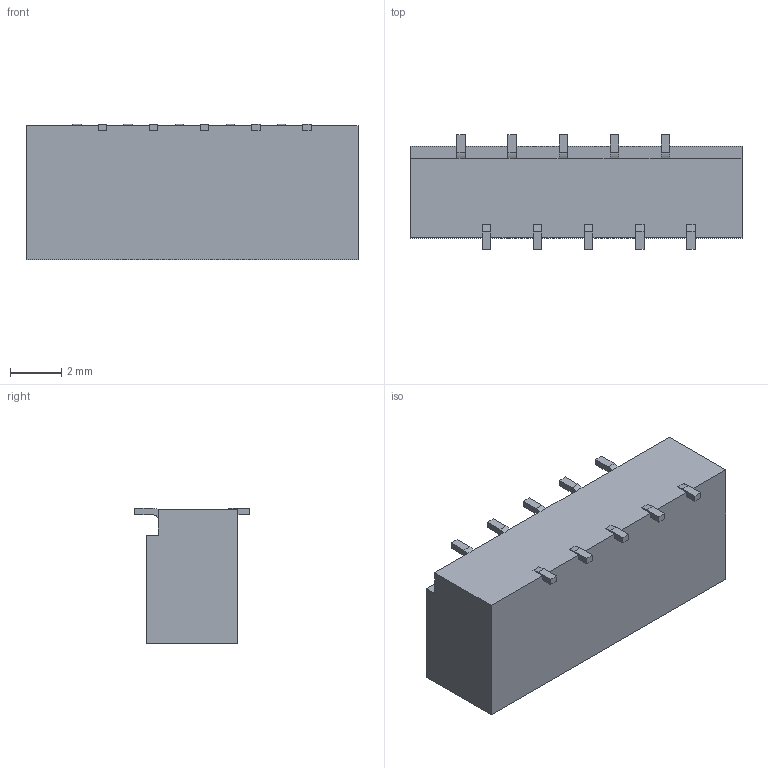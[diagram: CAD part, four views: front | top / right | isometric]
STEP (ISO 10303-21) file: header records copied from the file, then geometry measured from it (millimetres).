
FILE_DESCRIPTION((''),'2;1');
FILE_NAME('IHFW10S-2STLF','2007-09-28T',('ShoujiR'),(''),'PRO/ENGINEER BY PARAMETRIC TECHNOLOGY CORPORATION, 2005230','PRO/ENGINEER BY PARAMETRIC TECHNOLOGY CORPORATION, 2005230','');
FILE_SCHEMA(('CONFIG_CONTROL_DESIGN'));
Length unit declared in the file: millimetre
Products named in the file (1): IHFW10S-2STLF
Bounding box: 13 x 4.5 x 5.3 mm (x, y, z)
Volume: 214.8 mm3; surface area: 376.3 mm2
Topology: 1 solids, 1 shells, 129 faces, 338 edges, 222 vertices
Faces by surface type: plane 119, cylinder 10
Entity records: 3930 total; most frequent: CARTESIAN_POINT 689, ORIENTED_EDGE 676, DIRECTION 616, EDGE_CURVE 338, VECTOR 318, LINE 318, VERTEX_POINT 222, AXIS2_PLACEMENT_3D 149
